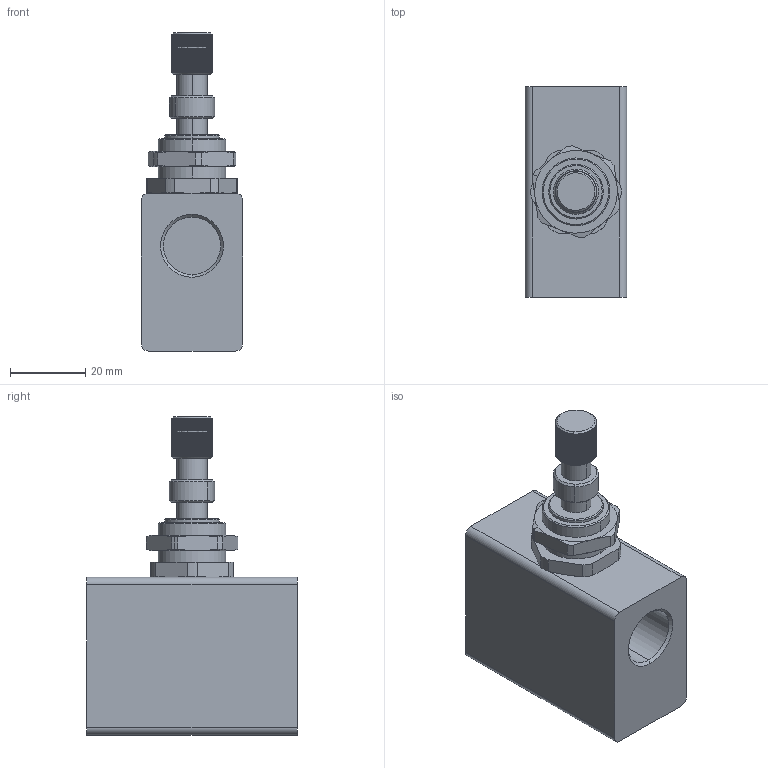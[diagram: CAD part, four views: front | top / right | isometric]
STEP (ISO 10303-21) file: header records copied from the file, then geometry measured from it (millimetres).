
FILE_DESCRIPTION(( 'MV.34.00.38U.STEP' ), '1');
FILE_NAME( 'MV.34.00.38U.STEP', '2018-10-05T09:26:09',( 'Sopra'),('sopra-pneumatic.com'), 'SwSTEP 2.0','SolidWorks 2009','' );
FILE_SCHEMA (( 'AUTOMOTIVE_DESIGN' ));
Length unit declared in the file: millimetre
Products named in the file (1): 12_002_4
Bounding box: 27 x 56 x 84.59 mm (x, y, z)
Volume: 65505.3 mm3; surface area: 13554.8 mm2
Topology: 1 solids, 1 shells, 447 faces, 1275 edges, 841 vertices
Faces by surface type: cylinder 382, cone 36, plane 29
Entity records: 27373 total; most frequent: CARTESIAN_POINT 11500, ORIENTED_EDGE 2550, DIRECTION 2098, EDGE_CURVE 1275, VERTEX_POINT 841, AXIS2_PLACEMENT_3D 831, EDGE_LOOP 458, B_SPLINE_CURVE_WITH_KNOTS 456
